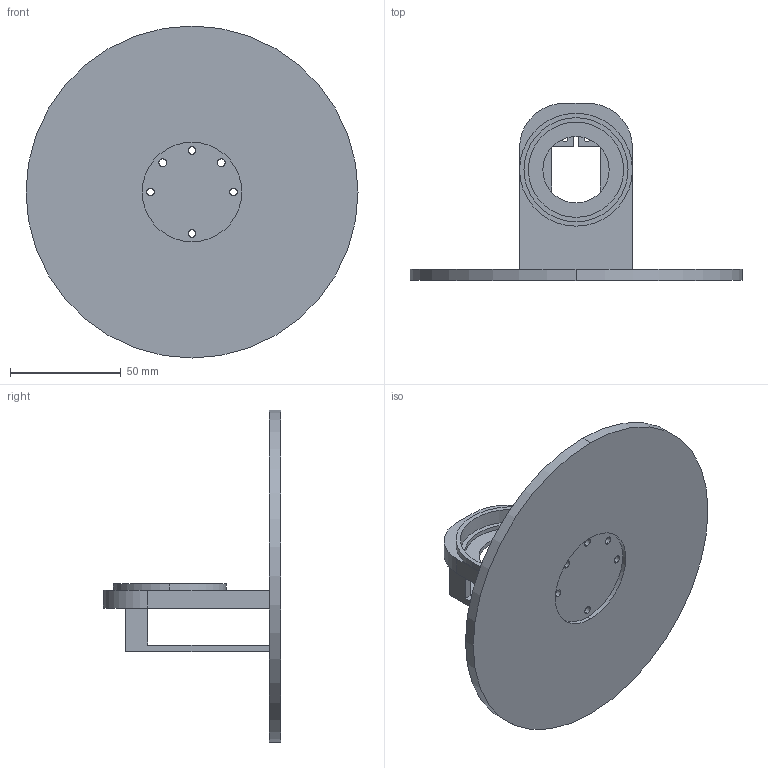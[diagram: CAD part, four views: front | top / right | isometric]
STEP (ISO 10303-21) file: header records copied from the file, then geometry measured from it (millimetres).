
FILE_DESCRIPTION (( 'STEP AP214' ), '1' );
FILE_NAME ('2024.07.31_賅攪堅薑渠1AXIS.STEP', '2024-08-02T08:03:12', ( '' ), ( '' ), 'SwSTEP 2.0', 'SolidWorks 2024', '' );
FILE_SCHEMA (( 'AUTOMOTIVE_DESIGN' ));
Length unit declared in the file: millimetre
Products named in the file (1): 2024.07.31_모터고정대1AXIS
Bounding box: 150 x 80 x 150 mm (x, y, z)
Volume: 110490 mm3; surface area: 52331.8 mm2
Topology: 1 solids, 1 shells, 71 faces, 194 edges, 128 vertices
Faces by surface type: plane 37, cylinder 34
Entity records: 2343 total; most frequent: DIRECTION 406, CARTESIAN_POINT 394, ORIENTED_EDGE 388, EDGE_CURVE 194, AXIS2_PLACEMENT_3D 140, VERTEX_POINT 128, VECTOR 126, LINE 126
